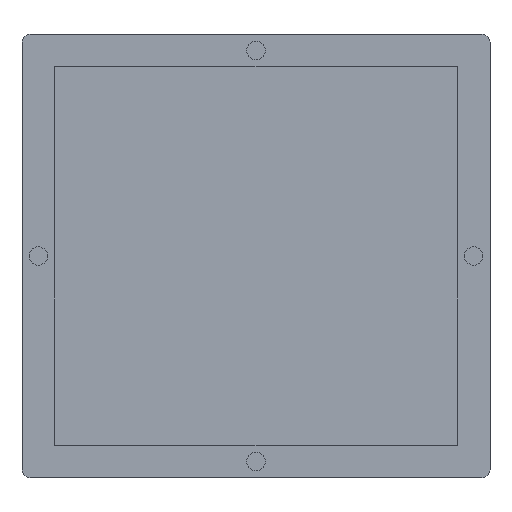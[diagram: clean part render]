
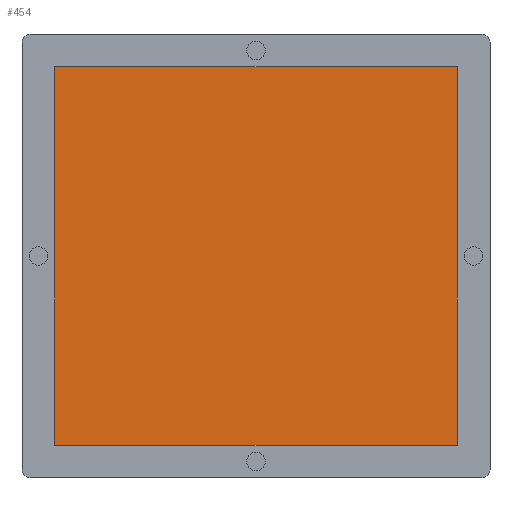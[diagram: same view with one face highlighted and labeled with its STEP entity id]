
A CAD part, top view. The second image highlights one B-rep face of the part: STEP entity #454.
In plain terms, the highlighted planar face has unit normal (0, 0, 1).
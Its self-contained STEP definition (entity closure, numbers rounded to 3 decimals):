
#28=PLANE('',#523);
#63=FACE_OUTER_BOUND('',#94,.T.);
#94=EDGE_LOOP('',(#378,#379,#380,#381));
#129=LINE('',#781,#165);
#130=LINE('',#783,#166);
#131=LINE('',#785,#167);
#132=LINE('',#786,#168);
#165=VECTOR('',#653,10.);
#166=VECTOR('',#654,10.);
#167=VECTOR('',#655,10.);
#168=VECTOR('',#656,10.);
#230=VERTEX_POINT('',#779);
#231=VERTEX_POINT('',#780);
#232=VERTEX_POINT('',#782);
#233=VERTEX_POINT('',#784);
#285=EDGE_CURVE('',#230,#231,#129,.T.);
#286=EDGE_CURVE('',#231,#232,#130,.T.);
#287=EDGE_CURVE('',#232,#233,#131,.T.);
#288=EDGE_CURVE('',#233,#230,#132,.T.);
#378=ORIENTED_EDGE('',*,*,#285,.T.);
#379=ORIENTED_EDGE('',*,*,#286,.T.);
#380=ORIENTED_EDGE('',*,*,#287,.T.);
#381=ORIENTED_EDGE('',*,*,#288,.T.);
#454=ADVANCED_FACE('',(#63),#28,.F.);
#523=AXIS2_PLACEMENT_3D('',#778,#651,#652);
#651=DIRECTION('center_axis',(0.,0.,-1.));
#652=DIRECTION('ref_axis',(-1.,0.,0.));
#653=DIRECTION('',(-1.,0.,0.));
#654=DIRECTION('',(0.,-1.,0.));
#655=DIRECTION('',(1.,0.,0.));
#656=DIRECTION('',(0.,1.,0.));
#778=CARTESIAN_POINT('Origin',(49.125,46.155,-2.));
#779=CARTESIAN_POINT('',(98.25,92.31,-2.));
#780=CARTESIAN_POINT('',(0.,92.31,-2.));
#781=CARTESIAN_POINT('',(0.,92.31,-2.));
#782=CARTESIAN_POINT('',(0.,0.,-2.));
#783=CARTESIAN_POINT('',(0.,0.,-2.));
#784=CARTESIAN_POINT('',(98.25,0.,-2.));
#785=CARTESIAN_POINT('',(98.25,0.,-2.));
#786=CARTESIAN_POINT('',(98.25,92.31,-2.));
